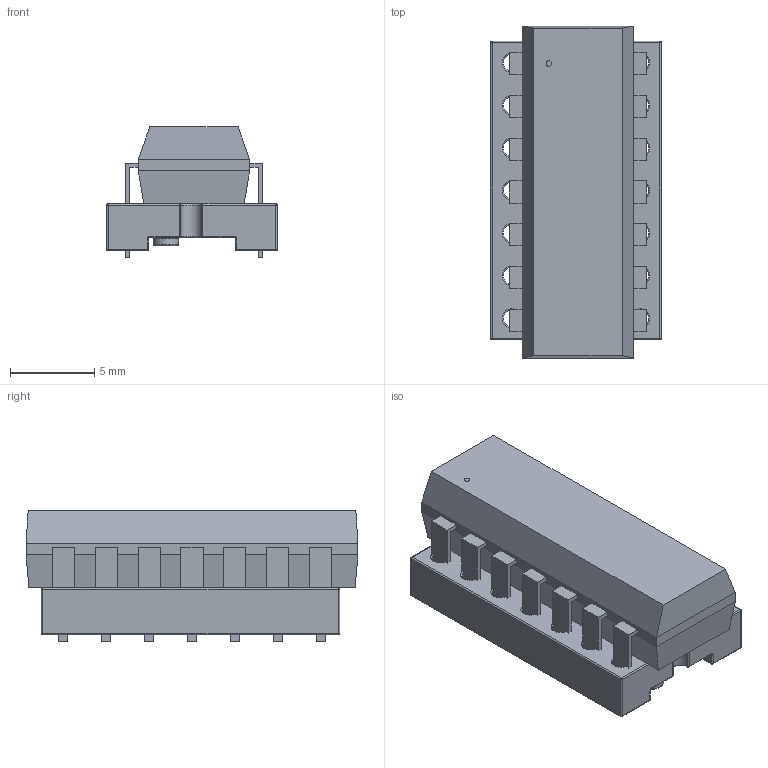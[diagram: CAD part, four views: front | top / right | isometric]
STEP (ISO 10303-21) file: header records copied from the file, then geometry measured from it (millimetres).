
FILE_DESCRIPTION (( 'STEP AP214' ), '1' );
FILE_NAME ('levelshifty SN74HCT125NG4.STEP', '2021-11-02T21:58:15', ( '' ), ( '' ), 'SwSTEP 2.0', 'SolidWorks 2021', '' );
FILE_SCHEMA (( 'AUTOMOTIVE_DESIGN' ));
Length unit declared in the file: millimetre
Products named in the file (1): levelshifty SN74HCT125NG4
Bounding box: 10.1 x 19.68 x 7.75 mm (x, y, z)
Volume: 817.8 mm3; surface area: 1253.1 mm2
Topology: 17 solids, 17 shells, 467 faces, 1066 edges, 636 vertices
Faces by surface type: plane 214, torus 134, cylinder 103, sphere 16
Entity records: 13206 total; most frequent: DIRECTION 2438, CARTESIAN_POINT 2206, ORIENTED_EDGE 2108, EDGE_CURVE 1054, AXIS2_PLACEMENT_3D 932, VERTEX_POINT 636, VECTOR 574, LINE 574
